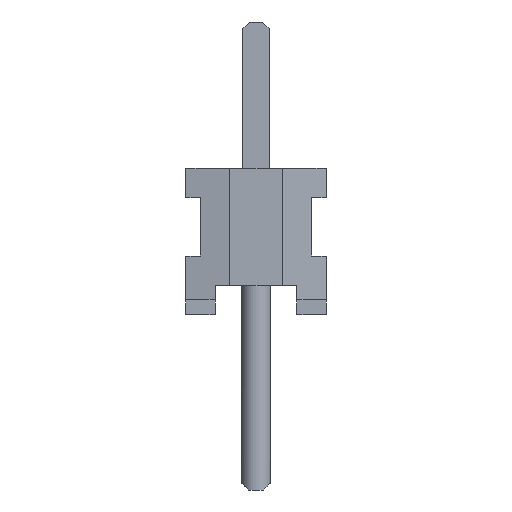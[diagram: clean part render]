
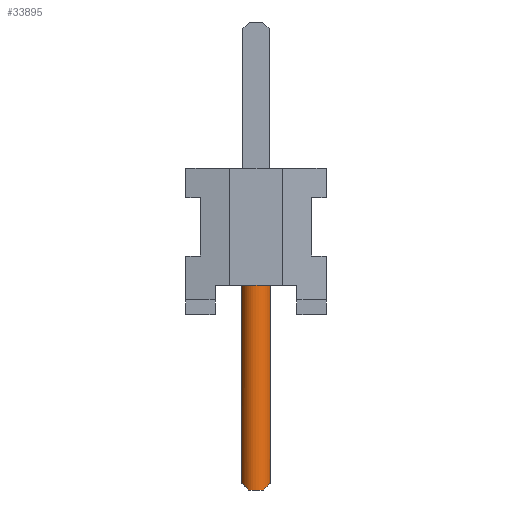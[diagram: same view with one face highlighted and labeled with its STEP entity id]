
A CAD part, left-side view. The second image highlights one B-rep face of the part: STEP entity #33895.
In plain terms, the highlighted cylindrical face has radius 0.254 mm (diameter 0.508 mm), a full revolution.
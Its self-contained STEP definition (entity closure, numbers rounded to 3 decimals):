
#32169 = EDGE_CURVE('',#32170,#32172,#32174,.T.);
#32170 = VERTEX_POINT('',#32171);
#32171 = CARTESIAN_POINT('',(-16.129,0.,1.27));
#32172 = VERTEX_POINT('',#32173);
#32173 = CARTESIAN_POINT('',(-15.655,0.127,1.27));
#32174 = CIRCLE('',#32175,0.254);
#32175 = AXIS2_PLACEMENT_3D('',#32176,#32177,#32178);
#32176 = CARTESIAN_POINT('',(-15.875,0.,1.27));
#32177 = DIRECTION('',(0.,0.,1.));
#32178 = DIRECTION('',(1.,0.,0.));
#32180 = EDGE_CURVE('',#32172,#32170,#32181,.T.);
#32181 = CIRCLE('',#32182,0.254);
#32182 = AXIS2_PLACEMENT_3D('',#32183,#32184,#32185);
#32183 = CARTESIAN_POINT('',(-15.875,0.,1.27));
#32184 = DIRECTION('',(0.,0.,1.));
#32185 = DIRECTION('',(1.,0.,0.));
#33895 = ADVANCED_FACE('',(#33896),#33942,.T.);
#33896 = FACE_BOUND('',#33897,.T.);
#33897 = EDGE_LOOP('',(#33898,#33899,#33906,#33915,#33924,#33933,#33940,
    #33941));
#33898 = ORIENTED_EDGE('',*,*,#32180,.F.);
#33899 = ORIENTED_EDGE('',*,*,#33900,.T.);
#33900 = EDGE_CURVE('',#32172,#33901,#33903,.T.);
#33901 = VERTEX_POINT('',#33902);
#33902 = CARTESIAN_POINT('',(-15.655,0.127,-3.048));
#33903 = B_SPLINE_CURVE_WITH_KNOTS('',1,(#33904,#33905),.UNSPECIFIED.,
  .F.,.F.,(2,2),(0.,4.318),.PIECEWISE_BEZIER_KNOTS.);
#33904 = CARTESIAN_POINT('',(-15.655,0.127,1.27));
#33905 = CARTESIAN_POINT('',(-15.655,0.127,-3.048));
#33906 = ORIENTED_EDGE('',*,*,#33907,.T.);
#33907 = EDGE_CURVE('',#33901,#33908,#33910,.T.);
#33908 = VERTEX_POINT('',#33909);
#33909 = CARTESIAN_POINT('',(-16.095,0.127,-3.048));
#33910 = ELLIPSE('',#33911,0.359,0.254);
#33911 = AXIS2_PLACEMENT_3D('',#33912,#33913,#33914);
#33912 = CARTESIAN_POINT('',(-15.875,0.,-3.175));
#33913 = DIRECTION('',(0.,-0.707,0.707));
#33914 = DIRECTION('',(0.,-0.707,-0.707));
#33915 = ORIENTED_EDGE('',*,*,#33916,.T.);
#33916 = EDGE_CURVE('',#33908,#33917,#33919,.T.);
#33917 = VERTEX_POINT('',#33918);
#33918 = CARTESIAN_POINT('',(-16.095,-0.127,-3.048));
#33919 = CIRCLE('',#33920,0.254);
#33920 = AXIS2_PLACEMENT_3D('',#33921,#33922,#33923);
#33921 = CARTESIAN_POINT('',(-15.875,0.,-3.048));
#33922 = DIRECTION('',(0.,0.,1.));
#33923 = DIRECTION('',(0.,-1.,0.));
#33924 = ORIENTED_EDGE('',*,*,#33925,.T.);
#33925 = EDGE_CURVE('',#33917,#33926,#33928,.T.);
#33926 = VERTEX_POINT('',#33927);
#33927 = CARTESIAN_POINT('',(-15.655,-0.127,-3.048));
#33928 = ELLIPSE('',#33929,0.359,0.254);
#33929 = AXIS2_PLACEMENT_3D('',#33930,#33931,#33932);
#33930 = CARTESIAN_POINT('',(-15.875,0.,-3.175));
#33931 = DIRECTION('',(0.,0.707,0.707));
#33932 = DIRECTION('',(0.,0.707,-0.707));
#33933 = ORIENTED_EDGE('',*,*,#33934,.T.);
#33934 = EDGE_CURVE('',#33926,#33901,#33935,.T.);
#33935 = CIRCLE('',#33936,0.254);
#33936 = AXIS2_PLACEMENT_3D('',#33937,#33938,#33939);
#33937 = CARTESIAN_POINT('',(-15.875,0.,-3.048));
#33938 = DIRECTION('',(0.,0.,1.));
#33939 = DIRECTION('',(0.,-1.,0.));
#33940 = ORIENTED_EDGE('',*,*,#33900,.F.);
#33941 = ORIENTED_EDGE('',*,*,#32169,.F.);
#33942 = CYLINDRICAL_SURFACE('',#33943,0.254);
#33943 = AXIS2_PLACEMENT_3D('',#33944,#33945,#33946);
#33944 = CARTESIAN_POINT('',(-15.875,0.,1.27));
#33945 = DIRECTION('',(0.,0.,-1.));
#33946 = DIRECTION('',(0.,1.,0.));
